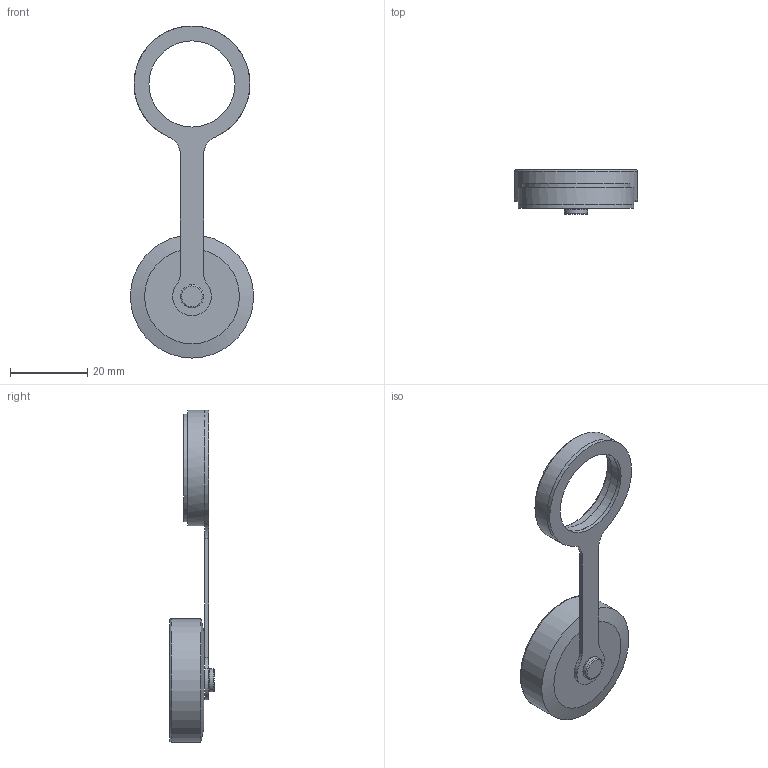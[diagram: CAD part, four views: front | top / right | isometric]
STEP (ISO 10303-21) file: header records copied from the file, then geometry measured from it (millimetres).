
FILE_DESCRIPTION(/* description */ (''),/* implementation_level */ '2;1');
FILE_NAME(/* name */ 'SDAL22RR_ geöffnet_ipt.stp',/* time_stamp */ '2017-05-18T14:40:00+02:00',/* author */ ('ahoffmann'),/* organization */ (''),/* preprocessor_version */ 'ST-DEVELOPER v16.1',/* originating_system */ 'Autodesk Inventor 2016',/* authorisation */ '');
FILE_SCHEMA (('AUTOMOTIVE_DESIGN { 1 0 10303 214 3 1 1 }'));
Length unit declared in the file: centimetre
Products named in the file (1): SDAL22RR_ geöffnet_ipt
Bounding box: 31.9 x 11.55 x 85.95 mm (x, y, z)
Volume: 4177.4 mm3; surface area: 5520.6 mm2
Topology: 2 solids, 3 shells, 52 faces, 99 edges, 62 vertices
Faces by surface type: plane 21, cylinder 19, torus 10, cone 2
Full cylindrical faces by diameter (mm): 0.01 x1, 3 x1, 6 x1, 22.3 x1, 22.4 x1, 24.3 x1, 27.9 x1, 28.1 x1, 28.92 x1, 30 x1, 30.1 x1, 31.9 x1
Entity records: 1215 total; most frequent: DIRECTION 232, CARTESIAN_POINT 187, ORIENTED_EDGE 150, AXIS2_PLACEMENT_3D 105, EDGE_LOOP 88, EDGE_CURVE 74, VERTEX_POINT 60, FACE_OUTER_BOUND 52
